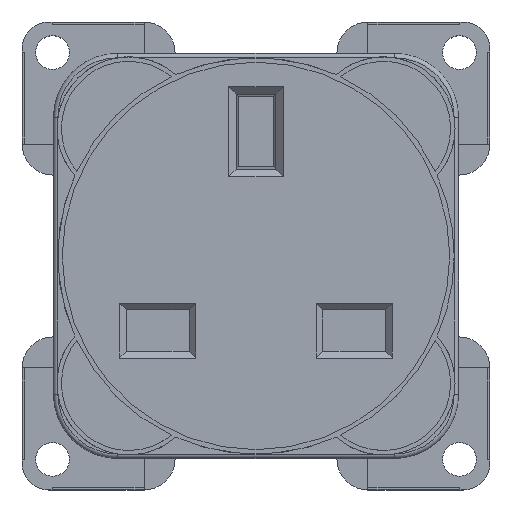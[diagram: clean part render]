
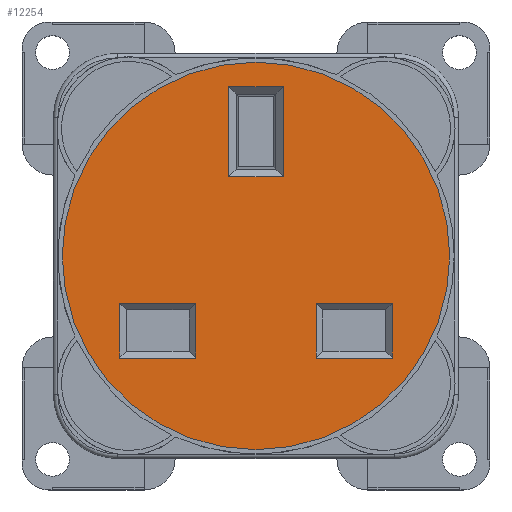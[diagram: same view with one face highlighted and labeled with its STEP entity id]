
A CAD part, top view. The second image highlights one B-rep face of the part: STEP entity #12254.
In plain terms, the highlighted planar face has unit normal (0, 0, 1).
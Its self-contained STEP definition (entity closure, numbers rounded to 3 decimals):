
#354 = LINE ( 'NONE', #42765, #47280 ) ;
#458 = DIRECTION ( 'NONE',  ( 0., 0., 1. ) ) ;
#822 = CARTESIAN_POINT ( 'NONE',  ( 14.65, -5.35, 4. ) ) ;
#1003 = EDGE_LOOP ( 'NONE', ( #38428, #52638, #7864, #37907 ) ) ;
#1297 = EDGE_CURVE ( 'NONE', #26982, #41644, #48250, .T. ) ;
#3277 = CARTESIAN_POINT ( 'NONE',  ( 2.35, 19.15, 4. ) ) ;
#3548 = VECTOR ( 'NONE', #5603, 1000. ) ;
#3598 = CARTESIAN_POINT ( 'NONE',  ( -15.4, -5.35, 4. ) ) ;
#3665 = VECTOR ( 'NONE', #55335, 1000. ) ;
#4240 = VECTOR ( 'NONE', #37200, 1000. ) ;
#4309 = LINE ( 'NONE', #19141, #49718 ) ;
#4358 = CARTESIAN_POINT ( 'NONE',  ( 6.8, -11.55, 4. ) ) ;
#4453 = ORIENTED_EDGE ( 'NONE', *, *, #1297, .T. ) ;
#4674 = CARTESIAN_POINT ( 'NONE',  ( 21.9, 0., 4. ) ) ;
#5000 = VERTEX_POINT ( 'NONE', #10609 ) ;
#5603 = DIRECTION ( 'NONE',  ( 0., 1., 0. ) ) ;
#5906 = LINE ( 'NONE', #3277, #27258 ) ;
#6148 = CARTESIAN_POINT ( 'NONE',  ( 3.1, 19.15, 4. ) ) ;
#7277 = VECTOR ( 'NONE', #44884, 1000. ) ;
#7505 = CARTESIAN_POINT ( 'NONE',  ( -6.8, -10.8, 4. ) ) ;
#7559 = LINE ( 'NONE', #40475, #42375 ) ;
#7864 = ORIENTED_EDGE ( 'NONE', *, *, #24525, .T. ) ;
#7978 = EDGE_CURVE ( 'NONE', #58571, #57686, #58006, .T. ) ;
#8110 = EDGE_CURVE ( 'NONE', #19582, #38845, #49828, .T. ) ;
#8403 = EDGE_LOOP ( 'NONE', ( #55830, #38990, #23851, #57536 ) ) ;
#8564 = VECTOR ( 'NONE', #35302, 1000. ) ;
#8605 = CARTESIAN_POINT ( 'NONE',  ( -14.65, -11.55, 4. ) ) ;
#8752 = CARTESIAN_POINT ( 'NONE',  ( -3.1, 8.95, 4. ) ) ;
#9574 = CARTESIAN_POINT ( 'NONE',  ( -6.8, -11.55, 4. ) ) ;
#10378 = EDGE_CURVE ( 'NONE', #5000, #21804, #5906, .T. ) ;
#10525 = DIRECTION ( 'NONE',  ( -1., 0., 0. ) ) ;
#10609 = CARTESIAN_POINT ( 'NONE',  ( -3.1, 19.15, 4. ) ) ;
#11071 = DIRECTION ( 'NONE',  ( -1., 0., 0. ) ) ;
#12254 = ADVANCED_FACE ( 'NONE', ( #49697, #15050, #24248, #36247 ), #28042, .T. ) ;
#12406 = ORIENTED_EDGE ( 'NONE', *, *, #55170, .T. ) ;
#13968 = VERTEX_POINT ( 'NONE', #4358 ) ;
#15050 = FACE_BOUND ( 'NONE', #23032, .T. ) ;
#15748 = LINE ( 'NONE', #41145, #3548 ) ;
#16375 = VERTEX_POINT ( 'NONE', #4674 ) ;
#16609 = CIRCLE ( 'NONE', #44225, 21.9 ) ;
#16942 = CARTESIAN_POINT ( 'NONE',  ( 15.4, -11.55, 4. ) ) ;
#17152 = EDGE_CURVE ( 'NONE', #16375, #57992, #16609, .T. ) ;
#17680 = CARTESIAN_POINT ( 'NONE',  ( -21.9, 0., 4. ) ) ;
#17793 = CARTESIAN_POINT ( 'NONE',  ( 3.1, 8.95, 4. ) ) ;
#18113 = AXIS2_PLACEMENT_3D ( 'NONE', #21409, #52876, #25945 ) ;
#19141 = CARTESIAN_POINT ( 'NONE',  ( 6.8, -6.1, 4. ) ) ;
#19582 = VERTEX_POINT ( 'NONE', #3598 ) ;
#20700 = LINE ( 'NONE', #7505, #8564 ) ;
#21409 = CARTESIAN_POINT ( 'NONE',  ( 0., 0., 4. ) ) ;
#21575 = EDGE_CURVE ( 'NONE', #45688, #33419, #354, .T. ) ;
#21804 = VERTEX_POINT ( 'NONE', #6148 ) ;
#21974 = AXIS2_PLACEMENT_3D ( 'NONE', #46038, #27840, #37085 ) ;
#23032 = EDGE_LOOP ( 'NONE', ( #4453, #37902, #12406, #38333 ) ) ;
#23851 = ORIENTED_EDGE ( 'NONE', *, *, #7978, .T. ) ;
#24192 = EDGE_CURVE ( 'NONE', #21804, #45688, #49834, .T. ) ;
#24248 = FACE_BOUND ( 'NONE', #8403, .T. ) ;
#24372 = VECTOR ( 'NONE', #24420, 1000. ) ;
#24420 = DIRECTION ( 'NONE',  ( 0., -1., 0. ) ) ;
#24525 = EDGE_CURVE ( 'NONE', #33419, #5000, #38473, .T. ) ;
#25500 = EDGE_CURVE ( 'NONE', #13968, #26982, #4309, .T. ) ;
#25781 = VECTOR ( 'NONE', #33210, 1000. ) ;
#25945 = DIRECTION ( 'NONE',  ( 1., 0., 0. ) ) ;
#26982 = VERTEX_POINT ( 'NONE', #31287 ) ;
#27258 = VECTOR ( 'NONE', #30530, 1000. ) ;
#27780 = CARTESIAN_POINT ( 'NONE',  ( 0., 0., 4. ) ) ;
#27840 = DIRECTION ( 'NONE',  ( 0., 0., 1. ) ) ;
#28042 = PLANE ( 'NONE',  #21974 ) ;
#28396 = CARTESIAN_POINT ( 'NONE',  ( 7.55, -11.55, 4. ) ) ;
#30518 = EDGE_CURVE ( 'NONE', #41644, #38124, #7559, .T. ) ;
#30530 = DIRECTION ( 'NONE',  ( 1., 0., 0. ) ) ;
#30773 = ORIENTED_EDGE ( 'NONE', *, *, #17152, .T. ) ;
#31287 = CARTESIAN_POINT ( 'NONE',  ( 6.8, -5.35, 4. ) ) ;
#32203 = DIRECTION ( 'NONE',  ( 0., 1., 0. ) ) ;
#32356 = DIRECTION ( 'NONE',  ( 1., 0., 0. ) ) ;
#32876 = CARTESIAN_POINT ( 'NONE',  ( -3.1, 18.4, 4. ) ) ;
#33210 = DIRECTION ( 'NONE',  ( 1., 0., 0. ) ) ;
#33419 = VERTEX_POINT ( 'NONE', #8752 ) ;
#35302 = DIRECTION ( 'NONE',  ( 0., -1., 0. ) ) ;
#36247 = FACE_OUTER_BOUND ( 'NONE', #37652, .T. ) ;
#37085 = DIRECTION ( 'NONE',  ( 1., 0., 0. ) ) ;
#37200 = DIRECTION ( 'NONE',  ( 1., 0., 0. ) ) ;
#37652 = EDGE_LOOP ( 'NONE', ( #30773, #45837 ) ) ;
#37739 = CARTESIAN_POINT ( 'NONE',  ( -6.8, -5.35, 4. ) ) ;
#37902 = ORIENTED_EDGE ( 'NONE', *, *, #30518, .T. ) ;
#37907 = ORIENTED_EDGE ( 'NONE', *, *, #10378, .T. ) ;
#38124 = VERTEX_POINT ( 'NONE', #16942 ) ;
#38333 = ORIENTED_EDGE ( 'NONE', *, *, #25500, .T. ) ;
#38428 = ORIENTED_EDGE ( 'NONE', *, *, #24192, .T. ) ;
#38473 = LINE ( 'NONE', #32876, #3665 ) ;
#38622 = CARTESIAN_POINT ( 'NONE',  ( 15.4, -5.35, 4. ) ) ;
#38806 = EDGE_CURVE ( 'NONE', #57686, #19582, #15748, .T. ) ;
#38845 = VERTEX_POINT ( 'NONE', #37739 ) ;
#38990 = ORIENTED_EDGE ( 'NONE', *, *, #39947, .T. ) ;
#39947 = EDGE_CURVE ( 'NONE', #38845, #58571, #20700, .T. ) ;
#40475 = CARTESIAN_POINT ( 'NONE',  ( 15.4, -10.8, 4. ) ) ;
#40672 = DIRECTION ( 'NONE',  ( 0., -1., 0. ) ) ;
#41145 = CARTESIAN_POINT ( 'NONE',  ( -15.4, -6.1, 4. ) ) ;
#41644 = VERTEX_POINT ( 'NONE', #38622 ) ;
#42375 = VECTOR ( 'NONE', #40672, 1000. ) ;
#42765 = CARTESIAN_POINT ( 'NONE',  ( -2.35, 8.95, 4. ) ) ;
#43213 = VECTOR ( 'NONE', #10525, 1000. ) ;
#44225 = AXIS2_PLACEMENT_3D ( 'NONE', #27780, #458, #32356 ) ;
#44884 = DIRECTION ( 'NONE',  ( -1., 0., 0. ) ) ;
#45688 = VERTEX_POINT ( 'NONE', #17793 ) ;
#45837 = ORIENTED_EDGE ( 'NONE', *, *, #47395, .T. ) ;
#46038 = CARTESIAN_POINT ( 'NONE',  ( 0., 0., 4. ) ) ;
#46079 = LINE ( 'NONE', #28396, #43213 ) ;
#46842 = CARTESIAN_POINT ( 'NONE',  ( -7.55, -5.35, 4. ) ) ;
#46971 = CARTESIAN_POINT ( 'NONE',  ( 3.1, 9.7, 4. ) ) ;
#47280 = VECTOR ( 'NONE', #11071, 1000. ) ;
#47395 = EDGE_CURVE ( 'NONE', #57992, #16375, #49212, .T. ) ;
#48250 = LINE ( 'NONE', #822, #4240 ) ;
#49212 = CIRCLE ( 'NONE', #18113, 21.9 ) ;
#49697 = FACE_BOUND ( 'NONE', #1003, .T. ) ;
#49718 = VECTOR ( 'NONE', #32203, 1000. ) ;
#49828 = LINE ( 'NONE', #46842, #25781 ) ;
#49834 = LINE ( 'NONE', #46971, #24372 ) ;
#52638 = ORIENTED_EDGE ( 'NONE', *, *, #21575, .T. ) ;
#52876 = DIRECTION ( 'NONE',  ( 0., 0., 1. ) ) ;
#55170 = EDGE_CURVE ( 'NONE', #38124, #13968, #46079, .T. ) ;
#55335 = DIRECTION ( 'NONE',  ( 0., 1., 0. ) ) ;
#55830 = ORIENTED_EDGE ( 'NONE', *, *, #8110, .T. ) ;
#56516 = CARTESIAN_POINT ( 'NONE',  ( -15.4, -11.55, 4. ) ) ;
#57536 = ORIENTED_EDGE ( 'NONE', *, *, #38806, .T. ) ;
#57686 = VERTEX_POINT ( 'NONE', #56516 ) ;
#57992 = VERTEX_POINT ( 'NONE', #17680 ) ;
#58006 = LINE ( 'NONE', #8605, #7277 ) ;
#58571 = VERTEX_POINT ( 'NONE', #9574 ) ;
